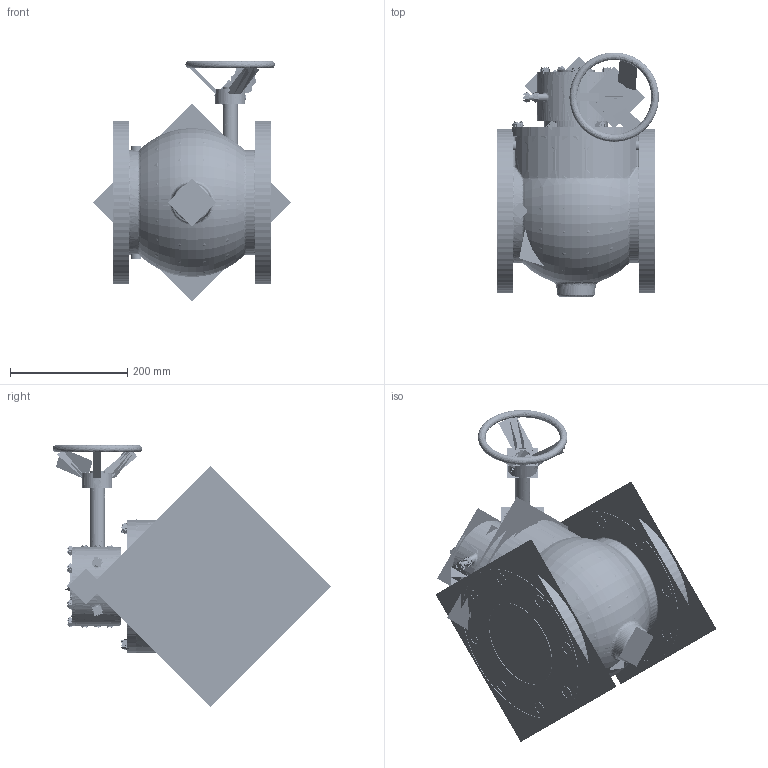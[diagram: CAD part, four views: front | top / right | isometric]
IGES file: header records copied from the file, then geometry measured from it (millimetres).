
Start section:  PTC IGES file: plug_flxfl-6in-handwheel_asm.igs
Global section: file name: plug_flxfl-6in-handwheel_asm.igs; native system: Creo Parametric by Parametric Technology Corporation; preprocessor: 2013050; author: HAPPY; organization: Unknown; date: 20170128.154014; units: inch
Bounding box: 336.39 x 475.62 x 446.92 mm (x, y, z)
Volume: 8443556.9 mm3; surface area: 5762493.3 mm2
Topology: 70 solids, 70 shells, 3234 faces, 15973 edges, 20233 vertices
Faces by surface type: revolution 1954, bspline 1174, extrusion 106
